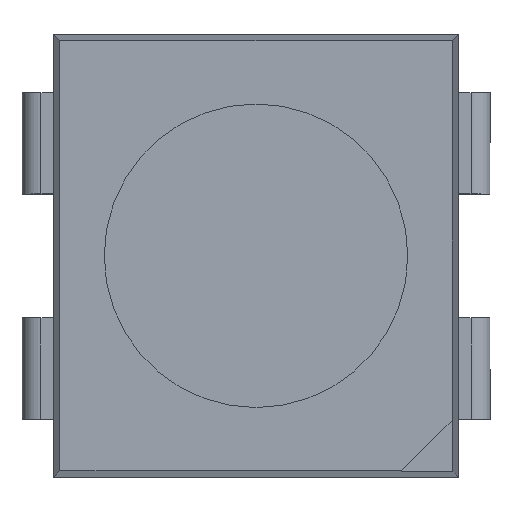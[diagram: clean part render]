
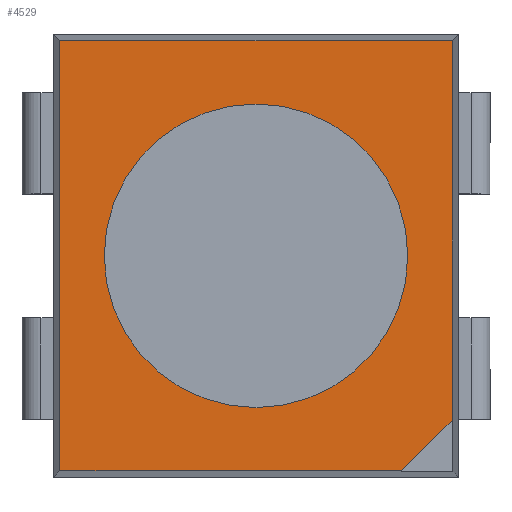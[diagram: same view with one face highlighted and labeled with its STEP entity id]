
A CAD part, top view. The second image highlights one B-rep face of the part: STEP entity #4529.
In plain terms, the highlighted planar face has unit normal (0, 0, 1).
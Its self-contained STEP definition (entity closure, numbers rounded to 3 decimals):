
#154 = ORIENTED_EDGE ( 'NONE', *, *, #11949, .F. ) ;
#181 = DIRECTION ( 'NONE',  ( 0., -1., 0. ) ) ;
#260 = CARTESIAN_POINT ( 'NONE',  ( -1.55, -1.75, 1.95 ) ) ;
#296 = VECTOR ( 'NONE', #15014, 1000. ) ;
#845 = DIRECTION ( 'NONE',  ( 0., 0., 1. ) ) ;
#1264 = EDGE_LOOP ( 'NONE', ( #9890, #6704 ) ) ;
#1483 = EDGE_CURVE ( 'NONE', #15479, #14372, #6924, .T. ) ;
#1503 = EDGE_CURVE ( 'NONE', #7969, #2700, #4263, .T. ) ;
#2028 = EDGE_CURVE ( 'NONE', #14372, #7969, #11701, .T. ) ;
#2246 = AXIS2_PLACEMENT_3D ( 'NONE', #14579, #845, #14741 ) ;
#2272 = ORIENTED_EDGE ( 'NONE', *, *, #13857, .T. ) ;
#2362 = DIRECTION ( 'NONE',  ( 1., 0., 0. ) ) ;
#2665 = VERTEX_POINT ( 'NONE', #3222 ) ;
#2700 = VERTEX_POINT ( 'NONE', #6216 ) ;
#3222 = CARTESIAN_POINT ( 'NONE',  ( 1.55, -1.3, 1.95 ) ) ;
#3250 = CIRCLE ( 'NONE', #8894, 1.2 ) ;
#3754 = VECTOR ( 'NONE', #11933, 1000. ) ;
#3778 = CARTESIAN_POINT ( 'NONE',  ( -1.55, -1.7, 1.95 ) ) ;
#3801 = PLANE ( 'NONE',  #12252 ) ;
#4263 = LINE ( 'NONE', #6770, #3754 ) ;
#4529 = ADVANCED_FACE ( 'NONE', ( #10460, #15265 ), #3801, .T. ) ;
#4860 = CARTESIAN_POINT ( 'NONE',  ( -1.2, 0., 1.95 ) ) ;
#5719 = DIRECTION ( 'NONE',  ( 1., 0., 0. ) ) ;
#5884 = DIRECTION ( 'NONE',  ( 0., 0., 1. ) ) ;
#6075 = EDGE_LOOP ( 'NONE', ( #154, #2272, #8155, #10211, #13588 ) ) ;
#6216 = CARTESIAN_POINT ( 'NONE',  ( 1.15, -1.7, 1.95 ) ) ;
#6704 = ORIENTED_EDGE ( 'NONE', *, *, #11978, .F. ) ;
#6770 = CARTESIAN_POINT ( 'NONE',  ( 1.1, -1.7, 1.95 ) ) ;
#6876 = LINE ( 'NONE', #8315, #8689 ) ;
#6924 = LINE ( 'NONE', #15722, #16122 ) ;
#6959 = DIRECTION ( 'NONE',  ( 0., 0., 1. ) ) ;
#7307 = CARTESIAN_POINT ( 'NONE',  ( 1.6, -1.25, 1.95 ) ) ;
#7877 = VERTEX_POINT ( 'NONE', #4860 ) ;
#7969 = VERTEX_POINT ( 'NONE', #3778 ) ;
#7987 = VERTEX_POINT ( 'NONE', #11525 ) ;
#8155 = ORIENTED_EDGE ( 'NONE', *, *, #1483, .T. ) ;
#8315 = CARTESIAN_POINT ( 'NONE',  ( 1.55, 1.75, 1.95 ) ) ;
#8689 = VECTOR ( 'NONE', #13456, 1000. ) ;
#8848 = CARTESIAN_POINT ( 'NONE',  ( -1.55, 1.7, 1.95 ) ) ;
#8894 = AXIS2_PLACEMENT_3D ( 'NONE', #15089, #5884, #2362 ) ;
#9890 = ORIENTED_EDGE ( 'NONE', *, *, #13816, .F. ) ;
#10211 = ORIENTED_EDGE ( 'NONE', *, *, #2028, .T. ) ;
#10237 = VECTOR ( 'NONE', #181, 1000. ) ;
#10460 = FACE_OUTER_BOUND ( 'NONE', #6075, .T. ) ;
#11525 = CARTESIAN_POINT ( 'NONE',  ( 1.2, 0., 1.95 ) ) ;
#11701 = LINE ( 'NONE', #260, #10237 ) ;
#11933 = DIRECTION ( 'NONE',  ( 1., 0., 0. ) ) ;
#11949 = EDGE_CURVE ( 'NONE', #2665, #2700, #12469, .T. ) ;
#11978 = EDGE_CURVE ( 'NONE', #7877, #7987, #3250, .T. ) ;
#12252 = AXIS2_PLACEMENT_3D ( 'NONE', #13058, #6959, #5719 ) ;
#12469 = LINE ( 'NONE', #7307, #296 ) ;
#13058 = CARTESIAN_POINT ( 'NONE',  ( 0., 0., 1.95 ) ) ;
#13103 = DIRECTION ( 'NONE',  ( -1., 0., 0. ) ) ;
#13445 = CARTESIAN_POINT ( 'NONE',  ( 1.55, 1.7, 1.95 ) ) ;
#13456 = DIRECTION ( 'NONE',  ( 0., 1., 0. ) ) ;
#13588 = ORIENTED_EDGE ( 'NONE', *, *, #1503, .T. ) ;
#13803 = CIRCLE ( 'NONE', #2246, 1.2 ) ;
#13816 = EDGE_CURVE ( 'NONE', #7987, #7877, #13803, .T. ) ;
#13857 = EDGE_CURVE ( 'NONE', #2665, #15479, #6876, .T. ) ;
#14372 = VERTEX_POINT ( 'NONE', #8848 ) ;
#14579 = CARTESIAN_POINT ( 'NONE',  ( 0., 0., 1.95 ) ) ;
#14741 = DIRECTION ( 'NONE',  ( 1., 0., 0. ) ) ;
#15014 = DIRECTION ( 'NONE',  ( -0.707, -0.707, 0. ) ) ;
#15089 = CARTESIAN_POINT ( 'NONE',  ( 0., 0., 1.95 ) ) ;
#15265 = FACE_BOUND ( 'NONE', #1264, .T. ) ;
#15479 = VERTEX_POINT ( 'NONE', #13445 ) ;
#15722 = CARTESIAN_POINT ( 'NONE',  ( -1.6, 1.7, 1.95 ) ) ;
#16122 = VECTOR ( 'NONE', #13103, 1000. ) ;
